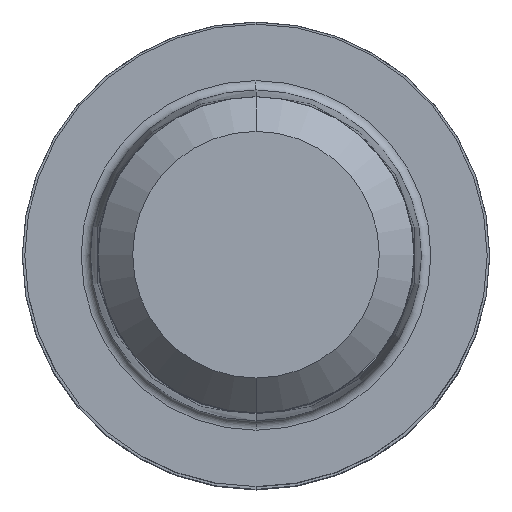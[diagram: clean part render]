
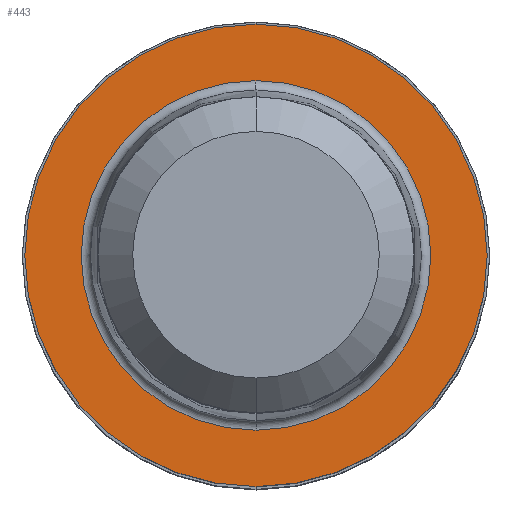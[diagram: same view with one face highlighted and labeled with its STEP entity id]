
A CAD part, top view. The second image highlights one B-rep face of the part: STEP entity #443.
In plain terms, the highlighted planar face has unit normal (0, 0, 1).
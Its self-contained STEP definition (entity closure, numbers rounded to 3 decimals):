
#281=EDGE_CURVE('',#423,#467,#646,.T.);
#333=EDGE_CURVE('',#433,#363,#702,.T.);
#353=EDGE_CURVE('',#467,#423,#724,.T.);
#363=VERTEX_POINT('',#737);
#423=VERTEX_POINT('',#806);
#433=VERTEX_POINT('',#818);
#443=ADVANCED_FACE('',(#829,#830),#831,.T.);
#467=VERTEX_POINT('',#859);
#489=EDGE_CURVE('',#363,#433,#883,.T.);
#646=CIRCLE('',#1062,5.935);
#702=CIRCLE('',#1137,7.85);
#724=CIRCLE('',#1163,5.935);
#737=CARTESIAN_POINT('',(0.,-7.85,0.01));
#806=CARTESIAN_POINT('',(0.0,5.935,0.01));
#818=CARTESIAN_POINT('',(0.0,7.85,0.01));
#829=FACE_OUTER_BOUND('',#1289,.T.);
#830=FACE_BOUND('',#1290,.T.);
#831=PLANE('',#1291);
#859=CARTESIAN_POINT('',(0.,-5.935,0.01));
#883=CIRCLE('',#1357,7.85);
#1062=AXIS2_PLACEMENT_3D('',#1561,#1562,#1563);
#1137=AXIS2_PLACEMENT_3D('',#1617,#1618,#1619);
#1163=AXIS2_PLACEMENT_3D('',#1644,#1645,#1646);
#1289=EDGE_LOOP('',(#1794,#1795));
#1290=EDGE_LOOP('',(#1796,#1797));
#1291=AXIS2_PLACEMENT_3D('',#1798,#1799,#1800);
#1357=AXIS2_PLACEMENT_3D('',#1866,#1867,#1868);
#1561=CARTESIAN_POINT('',(0.0,0.0,0.01));
#1562=DIRECTION('',(0.0,0.0,-1.0));
#1563=DIRECTION('',(0.0,1.0,0.0));
#1617=CARTESIAN_POINT('',(0.0,0.0,0.01));
#1618=DIRECTION('',(0.0,0.0,-1.0));
#1619=DIRECTION('',(0.0,1.0,0.0));
#1644=CARTESIAN_POINT('',(0.0,0.0,0.01));
#1645=DIRECTION('',(0.0,0.0,-1.0));
#1646=DIRECTION('',(0.0,1.0,0.0));
#1794=ORIENTED_EDGE('',*,*,#333,.F.);
#1795=ORIENTED_EDGE('',*,*,#489,.F.);
#1796=ORIENTED_EDGE('',*,*,#281,.T.);
#1797=ORIENTED_EDGE('',*,*,#353,.T.);
#1798=CARTESIAN_POINT('',(0.0,3.925,0.01));
#1799=DIRECTION('',(-0.0,0.0,1.0));
#1800=DIRECTION('',(0.0,-1.0,0.0));
#1866=CARTESIAN_POINT('',(0.0,0.0,0.01));
#1867=DIRECTION('',(0.0,0.0,-1.0));
#1868=DIRECTION('',(0.0,1.0,0.0));
